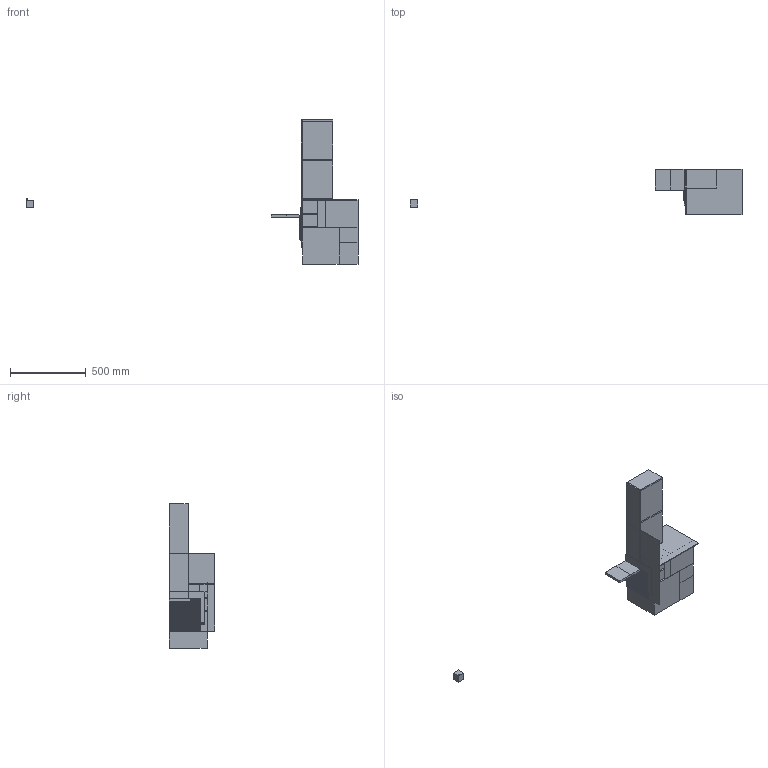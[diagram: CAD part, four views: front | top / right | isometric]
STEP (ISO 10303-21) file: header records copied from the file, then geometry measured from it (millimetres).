
FILE_DESCRIPTION(('STEP AP214'),'1');
FILE_NAME('20.02.12 CAD Einschaliges MW nicht unterkellert.STP','2020-02-12T10:11:55',(' '),(' '),'Spatial InterOp 3D',' ',' ');
FILE_SCHEMA(('automotive_design'));
Length unit declared in the file: millimetre
Products named in the file (69): 3D WÜRFEL; Quader
Bounding box: 2187.24 x 300 x 950 mm (x, y, z)
Volume: 53867917 mm3; surface area: 2957351.9 mm2
Topology: 69 solids, 69 shells, 424 faces, 858 edges, 572 vertices
Faces by surface type: plane 424
Entity records: 15807 total; most frequent: CARTESIAN_POINT 1923, DIRECTION 1844, ORIENTED_EDGE 1716, EDGE_CURVE 858, LINE 858, VECTOR 858, VERTEX_POINT 572, STYLED_ITEM 493
